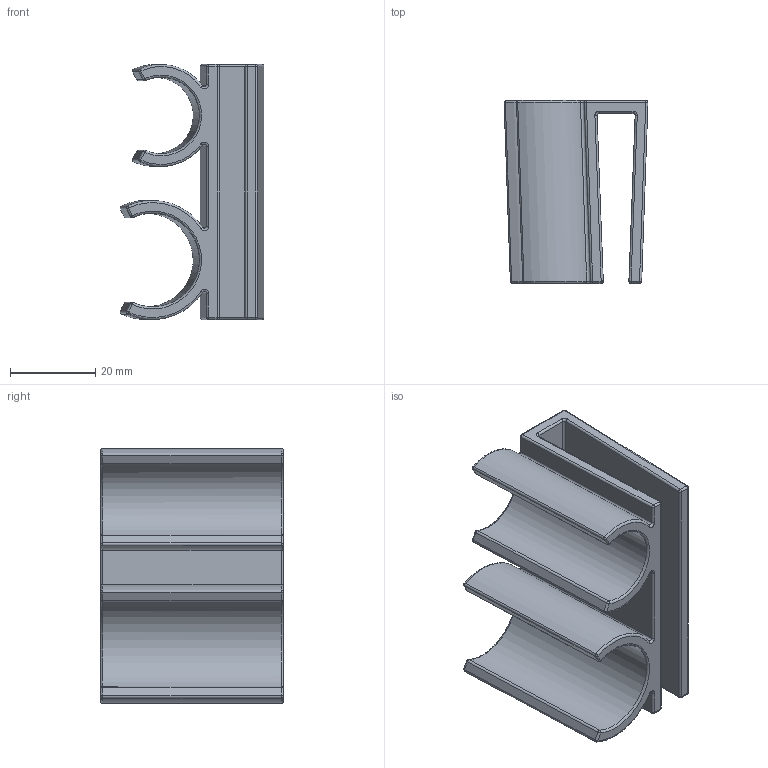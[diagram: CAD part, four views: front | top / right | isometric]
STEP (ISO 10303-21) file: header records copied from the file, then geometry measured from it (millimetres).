
FILE_DESCRIPTION(('FreeCAD Model'),'2;1');
FILE_NAME('Open CASCADE Shape Model','2025-02-15T18:19:08',('FreeCAD'),( 'FreeCAD'),'Open CASCADE STEP processor 7.8','FreeCAD','Unknown');
FILE_SCHEMA(('AUTOMOTIVE_DESIGN { 1 0 10303 214 1 1 1 1 }'));
Length unit declared in the file: millimetre
Products named in the file (1): Open CASCADE STEP translator 7.8 7
Bounding box: 33.82 x 43 x 60 mm (x, y, z)
Volume: 28098.3 mm3; surface area: 18707.4 mm2
Topology: 1 solids, 1 shells, 122 faces, 282 edges, 132 vertices
Faces by surface type: cylinder 54, bspline 36, plane 16, sphere 12, torus 4
Entity records: 9761 total; most frequent: CARTESIAN_POINT 5234, DIRECTION 658, ORIENTED_EDGE 504, PCURVE 504, DEFINITIONAL_REPRESENTATION 504, LINE 380, VECTOR 380, B_SPLINE_CURVE_WITH_KNOTS 288
